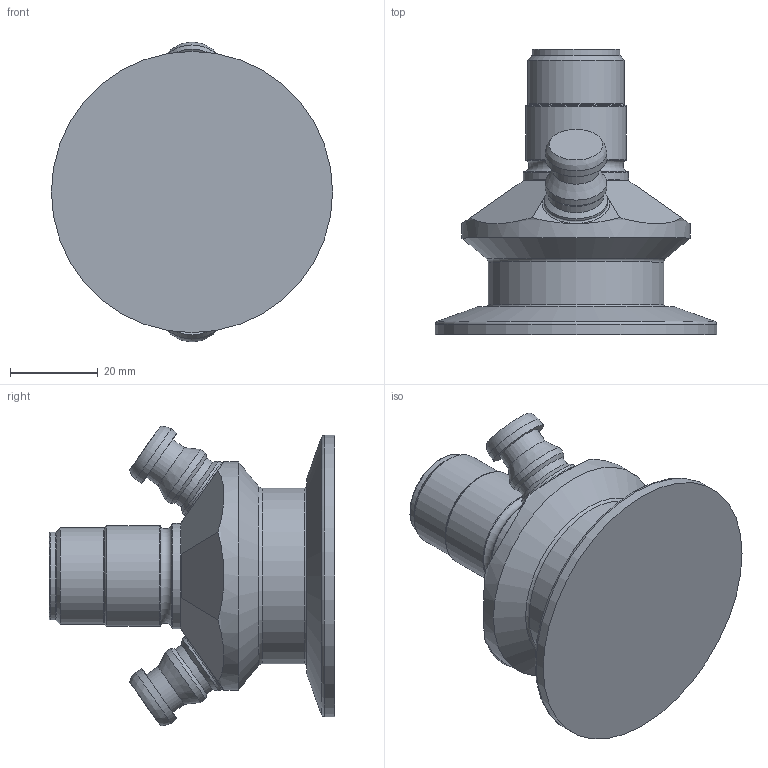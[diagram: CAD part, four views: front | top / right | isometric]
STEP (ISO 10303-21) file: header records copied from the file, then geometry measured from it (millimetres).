
FILE_DESCRIPTION(/* description */ (''),/* implementation_level */ '2;1');
FILE_NAME(/* name */ '850003.stp',/* time_stamp */ '2024-04-02T14:25:19+02:00',/* author */ ('mbs'),/* organization */ (''),/* preprocessor_version */ 'ST-DEVELOPER v18.1',/* originating_system */ 'Autodesk Inventor 2022',/* authorisation */ '');
FILE_SCHEMA (('AUTOMOTIVE_DESIGN { 1 0 10303 214 3 1 1 }'));
Length unit declared in the file: millimetre
Products named in the file (1): 850003
Bounding box: 64 x 65 x 68.18 mm (x, y, z)
Volume: 74275.9 mm3; surface area: 14892.7 mm2
Topology: 1 solids, 1 shells, 58 faces, 128 edges, 78 vertices
Faces by surface type: cylinder 17, plane 16, torus 13, cone 10, bspline 2
Full cylindrical faces by diameter (mm): 10.5 x2, 12.5 x2, 14 x4, 14.5 x2, 20 x1, 22 x1, 23 x1, 24 x1, 40 x1, 52 x1, 64 x1
Entity records: 1784 total; most frequent: DIRECTION 327, CARTESIAN_POINT 317, ORIENTED_EDGE 256, AXIS2_PLACEMENT_3D 142, EDGE_CURVE 128, VERTEX_POINT 78, CIRCLE 76, EDGE_LOOP 64
